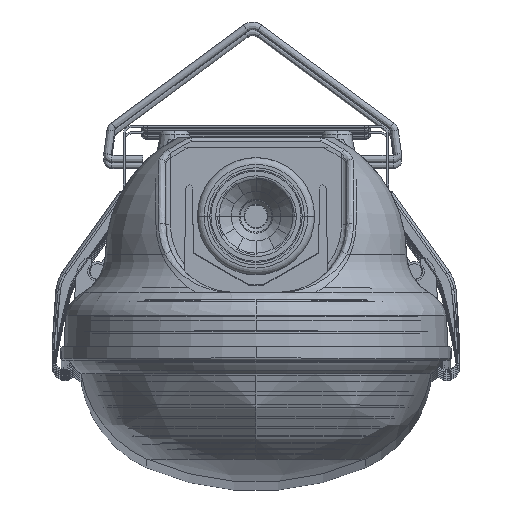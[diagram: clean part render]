
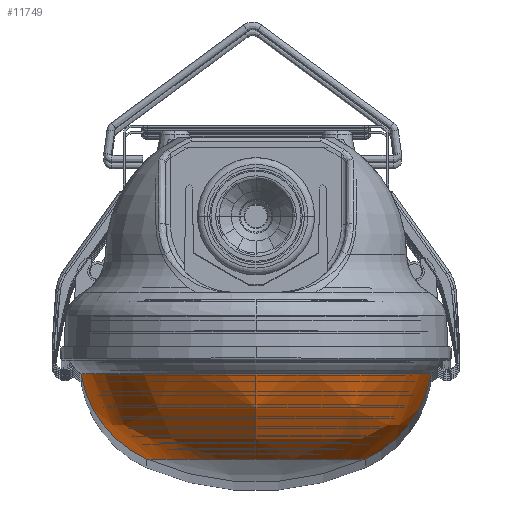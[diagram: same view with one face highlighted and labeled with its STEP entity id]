
A CAD part, top view. The second image highlights one B-rep face of the part: STEP entity #11749.
In plain terms, the highlighted free-form (B-spline) face has degree [3, 3] with [4, 4] control points.
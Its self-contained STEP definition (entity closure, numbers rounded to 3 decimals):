
#3228 = CARTESIAN_POINT ( 'NONE',  ( 24.194, -24.906, 605.388 ) ) ;
#6549 = EDGE_CURVE ( 'NONE', #104447, #20042, #25622, .T. ) ;
#6641 = CARTESIAN_POINT ( 'NONE',  ( 37.419, -14.554, 631.839 ) ) ;
#11749 = ADVANCED_FACE ( 'NONE', ( #45930 ), #47305, .T. ) ;
#12838 = EDGE_LOOP ( 'NONE', ( #124048, #43117, #79359, #32280 ) ) ;
#15257 = DIRECTION ( 'NONE',  ( 0., 0., -1. ) ) ;
#17160 = CARTESIAN_POINT ( 'NONE',  ( 32.123, -21.412, 621.246 ) ) ;
#20042 = VERTEX_POINT ( 'NONE', #75556 ) ;
#25622 = CIRCLE ( 'NONE', #97831, 25. ) ;
#26984 = VERTEX_POINT ( 'NONE', #58543 ) ;
#27789 = CIRCLE ( 'NONE', #130711, 38.796 ) ;
#28345 = CARTESIAN_POINT ( 'NONE',  ( -14.113, -2.028, 557. ) ) ;
#29003 = CARTESIAN_POINT ( 'NONE',  ( 0., -24.906, 557. ) ) ;
#32280 = ORIENTED_EDGE ( 'NONE', *, *, #134994, .T. ) ;
#32818 = CARTESIAN_POINT ( 'NONE',  ( -24.194, -24.906, 605.388 ) ) ;
#43117 = ORIENTED_EDGE ( 'NONE', *, *, #6549, .F. ) ;
#43357 = CARTESIAN_POINT ( 'NONE',  ( 38.796, -6., 557. ) ) ;
#45930 = FACE_OUTER_BOUND ( 'NONE', #12838, .T. ) ;
#47305 =( BOUNDED_SURFACE ( )  B_SPLINE_SURFACE ( 3, 3, ( 
 ( #95572, #3228, #32818, #85902 ),
 ( #139031, #17160, #72878, #56457 ),
 ( #125967, #6641, #59829, #162647 ),
 ( #43357, #112926, #96421, #57284 ) ),
 .UNSPECIFIED., .F., .F., .T. ) 
 B_SPLINE_SURFACE_WITH_KNOTS ( ( 4, 4 ),
 ( 4, 4 ),
 ( 0., 1. ),
 ( 0., 1. ),
 .UNSPECIFIED. ) 
 GEOMETRIC_REPRESENTATION_ITEM ( )  RATIONAL_B_SPLINE_SURFACE ( (
 ( 1., 0.333, 0.333, 1.),
 ( 0.919, 0.306, 0.306, 0.919),
 ( 0.919, 0.306, 0.306, 0.919),
 ( 1., 0.333, 0.333, 1.) ) ) 
 REPRESENTATION_ITEM ( '' )  SURFACE ( )  );
#54587 = DIRECTION ( 'NONE',  ( 0., -1., 0. ) ) ;
#56457 = CARTESIAN_POINT ( 'NONE',  ( -32.123, -21.412, 557. ) ) ;
#57284 = CARTESIAN_POINT ( 'NONE',  ( -38.796, -6., 557. ) ) ;
#58543 = CARTESIAN_POINT ( 'NONE',  ( 24.194, -24.906, 557. ) ) ;
#59829 = CARTESIAN_POINT ( 'NONE',  ( -37.419, -14.554, 631.839 ) ) ;
#66670 = DIRECTION ( 'NONE',  ( 1., 0., 0. ) ) ;
#67488 = DIRECTION ( 'NONE',  ( 0., 0., 1. ) ) ;
#72153 = CARTESIAN_POINT ( 'NONE',  ( 38.796, -6., 557. ) ) ;
#72878 = CARTESIAN_POINT ( 'NONE',  ( -32.123, -21.412, 621.246 ) ) ;
#75556 = CARTESIAN_POINT ( 'NONE',  ( -38.796, -6., 557. ) ) ;
#75979 = VERTEX_POINT ( 'NONE', #72153 ) ;
#79359 = ORIENTED_EDGE ( 'NONE', *, *, #167291, .F. ) ;
#82129 = DIRECTION ( 'NONE',  ( 0., -1., 0. ) ) ;
#84085 = DIRECTION ( 'NONE',  ( 1., 0., 0. ) ) ;
#85902 = CARTESIAN_POINT ( 'NONE',  ( -24.194, -24.906, 557. ) ) ;
#91835 = DIRECTION ( 'NONE',  ( -1., 0., 0. ) ) ;
#95572 = CARTESIAN_POINT ( 'NONE',  ( 24.194, -24.906, 557. ) ) ;
#96421 = CARTESIAN_POINT ( 'NONE',  ( -38.796, -6., 634.592 ) ) ;
#96870 = DIRECTION ( 'NONE',  ( 1., 0., 0. ) ) ;
#97831 = AXIS2_PLACEMENT_3D ( 'NONE', #28345, #15257, #66670 ) ;
#101771 = CARTESIAN_POINT ( 'NONE',  ( -24.194, -24.906, 557. ) ) ;
#104447 = VERTEX_POINT ( 'NONE', #101771 ) ;
#104625 = CIRCLE ( 'NONE', #124143, 25. ) ;
#111053 = CARTESIAN_POINT ( 'NONE',  ( 0., -6., 557. ) ) ;
#112926 = CARTESIAN_POINT ( 'NONE',  ( 38.796, -6., 634.592 ) ) ;
#119704 = CARTESIAN_POINT ( 'NONE',  ( 14.113, -2.028, 557. ) ) ;
#124048 = ORIENTED_EDGE ( 'NONE', *, *, #142814, .T. ) ;
#124143 = AXIS2_PLACEMENT_3D ( 'NONE', #119704, #67488, #91835 ) ;
#125967 = CARTESIAN_POINT ( 'NONE',  ( 37.419, -14.554, 557. ) ) ;
#130003 = CIRCLE ( 'NONE', #141213, 24.194 ) ;
#130711 = AXIS2_PLACEMENT_3D ( 'NONE', #111053, #54587, #84085 ) ;
#134994 = EDGE_CURVE ( 'NONE', #26984, #75979, #104625, .T. ) ;
#139031 = CARTESIAN_POINT ( 'NONE',  ( 32.123, -21.412, 557. ) ) ;
#141213 = AXIS2_PLACEMENT_3D ( 'NONE', #29003, #82129, #96870 ) ;
#142814 = EDGE_CURVE ( 'NONE', #75979, #20042, #27789, .T. ) ;
#162647 = CARTESIAN_POINT ( 'NONE',  ( -37.419, -14.554, 557. ) ) ;
#167291 = EDGE_CURVE ( 'NONE', #26984, #104447, #130003, .T. ) ;
